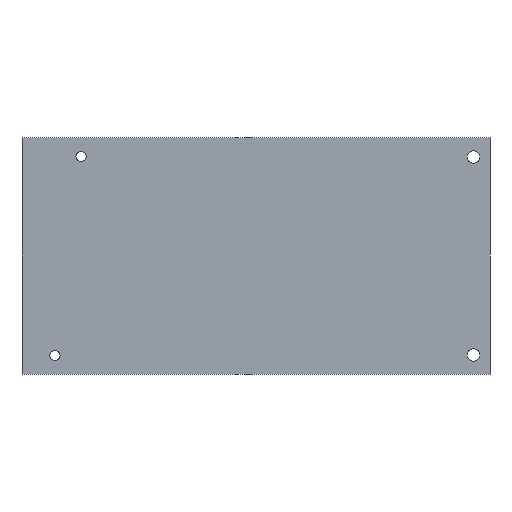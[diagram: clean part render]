
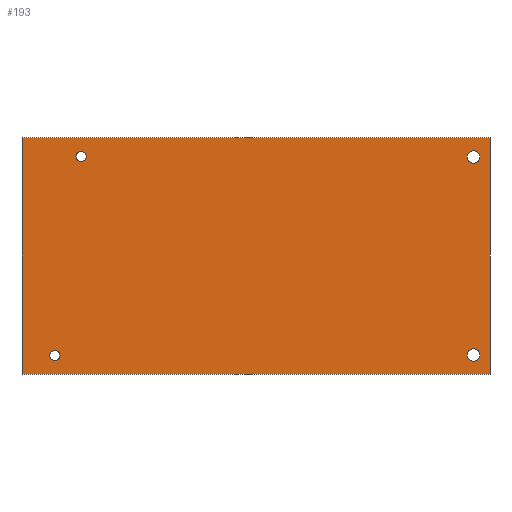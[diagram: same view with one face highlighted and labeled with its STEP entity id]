
A CAD part, front view. The second image highlights one B-rep face of the part: STEP entity #193.
In plain terms, the highlighted planar face has unit normal (0, -1, 0).
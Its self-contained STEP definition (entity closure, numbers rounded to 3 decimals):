
#23=FACE_BOUND('',#54,.T.);
#24=FACE_BOUND('',#55,.T.);
#25=FACE_BOUND('',#56,.T.);
#26=FACE_BOUND('',#57,.T.);
#31=CIRCLE('',#228,1.25);
#32=CIRCLE('',#229,1.25);
#33=CIRCLE('',#230,1.5);
#34=CIRCLE('',#231,1.5);
#39=FACE_OUTER_BOUND('',#53,.T.);
#53=EDGE_LOOP('',(#155,#156,#157,#158));
#54=EDGE_LOOP('',(#159));
#55=EDGE_LOOP('',(#160));
#56=EDGE_LOOP('',(#161));
#57=EDGE_LOOP('',(#162));
#64=LINE('',#297,#80);
#68=LINE('',#305,#84);
#70=LINE('',#309,#86);
#74=LINE('',#324,#90);
#80=VECTOR('',#242,1.);
#84=VECTOR('',#248,1.);
#86=VECTOR('',#252,1.);
#90=VECTOR('',#268,1.);
#96=VERTEX_POINT('',#294);
#97=VERTEX_POINT('',#296);
#100=VERTEX_POINT('',#303);
#101=VERTEX_POINT('',#308);
#107=VERTEX_POINT('',#325);
#108=VERTEX_POINT('',#327);
#109=VERTEX_POINT('',#329);
#110=VERTEX_POINT('',#331);
#112=EDGE_CURVE('',#96,#97,#64,.T.);
#116=EDGE_CURVE('',#100,#96,#68,.T.);
#118=EDGE_CURVE('',#97,#101,#70,.T.);
#126=EDGE_CURVE('',#101,#100,#74,.T.);
#127=EDGE_CURVE('',#107,#107,#31,.T.);
#128=EDGE_CURVE('',#108,#108,#32,.T.);
#129=EDGE_CURVE('',#109,#109,#33,.T.);
#130=EDGE_CURVE('',#110,#110,#34,.T.);
#155=ORIENTED_EDGE('',*,*,#112,.F.);
#156=ORIENTED_EDGE('',*,*,#116,.F.);
#157=ORIENTED_EDGE('',*,*,#126,.F.);
#158=ORIENTED_EDGE('',*,*,#118,.F.);
#159=ORIENTED_EDGE('',*,*,#127,.T.);
#160=ORIENTED_EDGE('',*,*,#128,.T.);
#161=ORIENTED_EDGE('',*,*,#129,.T.);
#162=ORIENTED_EDGE('',*,*,#130,.T.);
#187=PLANE('',#227);
#193=ADVANCED_FACE('',(#39,#23,#24,#25,#26),#187,.F.);
#227=AXIS2_PLACEMENT_3D('',#323,#266,#267);
#228=AXIS2_PLACEMENT_3D('',#326,#269,#270);
#229=AXIS2_PLACEMENT_3D('',#328,#271,#272);
#230=AXIS2_PLACEMENT_3D('',#330,#273,#274);
#231=AXIS2_PLACEMENT_3D('',#332,#275,#276);
#242=DIRECTION('',(1.,0.,0.));
#248=DIRECTION('',(0.,0.,1.));
#252=DIRECTION('',(0.,0.,-1.));
#266=DIRECTION('center_axis',(0.,1.,0.));
#267=DIRECTION('ref_axis',(0.,0.,1.));
#268=DIRECTION('',(-1.,0.,0.));
#269=DIRECTION('center_axis',(0.,1.,0.));
#270=DIRECTION('ref_axis',(1.,0.,0.));
#271=DIRECTION('center_axis',(0.,1.,0.));
#272=DIRECTION('ref_axis',(1.,0.,0.));
#273=DIRECTION('center_axis',(0.,1.,0.));
#274=DIRECTION('ref_axis',(1.,0.,0.));
#275=DIRECTION('center_axis',(0.,1.,0.));
#276=DIRECTION('ref_axis',(1.,0.,0.));
#294=CARTESIAN_POINT('',(-56.75,-7.8,28.65));
#296=CARTESIAN_POINT('',(56.75,-7.8,28.65));
#297=CARTESIAN_POINT('',(-56.75,-7.8,28.65));
#303=CARTESIAN_POINT('',(-56.75,-7.8,-28.65));
#305=CARTESIAN_POINT('',(-56.75,-7.8,-28.65));
#308=CARTESIAN_POINT('',(56.75,-7.8,-28.65));
#309=CARTESIAN_POINT('',(56.75,-7.8,28.65));
#323=CARTESIAN_POINT('Origin',(0.,-7.8,0.));
#324=CARTESIAN_POINT('',(56.75,-7.8,-28.65));
#325=CARTESIAN_POINT('',(-50.02,-7.8,-24.13));
#326=CARTESIAN_POINT('Origin',(-48.77,-7.8,-24.13));
#327=CARTESIAN_POINT('',(-43.67,-7.8,24.13));
#328=CARTESIAN_POINT('Origin',(-42.42,-7.8,24.13));
#329=CARTESIAN_POINT('',(51.25,-7.8,-24.));
#330=CARTESIAN_POINT('Origin',(52.75,-7.8,-24.));
#331=CARTESIAN_POINT('',(51.25,-7.8,24.));
#332=CARTESIAN_POINT('Origin',(52.75,-7.8,24.));
